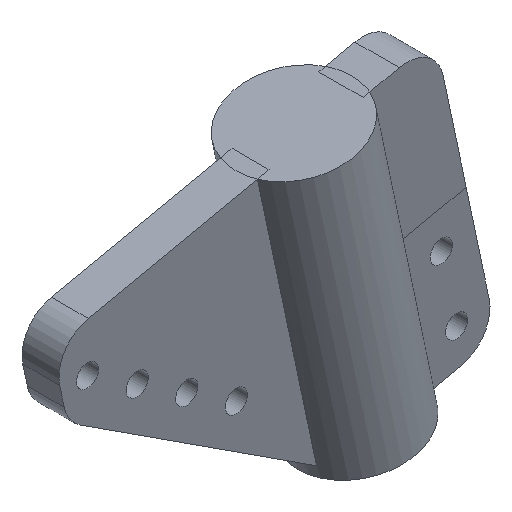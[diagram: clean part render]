
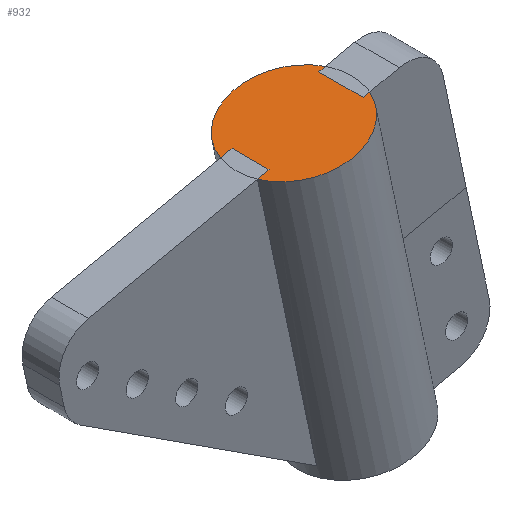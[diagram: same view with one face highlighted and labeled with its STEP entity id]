
A CAD part, isometric view. The second image highlights one B-rep face of the part: STEP entity #932.
In plain terms, the highlighted planar face has unit normal (-0.208, 0, 0.978).
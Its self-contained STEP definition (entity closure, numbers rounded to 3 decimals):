
#22 = VERTEX_POINT('',#23);
#23 = CARTESIAN_POINT('',(162.731,3.1,1650.66));
#73 = PLANE('',#74);
#74 = AXIS2_PLACEMENT_3D('',#75,#76,#77);
#75 = CARTESIAN_POINT('',(155.477,0.1,1649.118));
#76 = DIRECTION('',(-0.208,0.,0.978));
#77 = DIRECTION('',(0.978,0.,0.208));
#86 = VERTEX_POINT('',#87);
#87 = CARTESIAN_POINT('',(162.731,-2.9,1650.66));
#238 = CYLINDRICAL_SURFACE('',#239,8.);
#239 = AXIS2_PLACEMENT_3D('',#240,#241,#242);
#240 = CARTESIAN_POINT('',(163.793,0.1,1609.992));
#241 = DIRECTION('',(0.208,-0.,-0.978));
#242 = DIRECTION('',(0.978,0.,0.208));
#332 = EDGE_CURVE('',#333,#22,#335,.T.);
#333 = VERTEX_POINT('',#334);
#334 = CARTESIAN_POINT('',(161.835,3.1,1650.47));
#335 = SURFACE_CURVE('',#336,(#340,#347),.PCURVE_S1.);
#336 = LINE('',#337,#338);
#337 = CARTESIAN_POINT('',(161.835,3.1,1650.47));
#338 = VECTOR('',#339,1.);
#339 = DIRECTION('',(0.978,0.,0.208));
#340 = PCURVE('',#73,#341);
#341 = DEFINITIONAL_REPRESENTATION('',(#342),#346);
#342 = LINE('',#343,#344);
#343 = CARTESIAN_POINT('',(6.5,3.));
#344 = VECTOR('',#345,1.);
#345 = DIRECTION('',(1.,0.));
#346 = ( GEOMETRIC_REPRESENTATION_CONTEXT(2) 
PARAMETRIC_REPRESENTATION_CONTEXT() REPRESENTATION_CONTEXT('2D SPACE',''
  ) );
#347 = PCURVE('',#348,#353);
#348 = PLANE('',#349);
#349 = AXIS2_PLACEMENT_3D('',#350,#351,#352);
#350 = CARTESIAN_POINT('',(155.477,0.1,1649.118));
#351 = DIRECTION('',(-0.208,0.,0.978));
#352 = DIRECTION('',(0.978,0.,0.208));
#353 = DEFINITIONAL_REPRESENTATION('',(#354),#358);
#354 = LINE('',#355,#356);
#355 = CARTESIAN_POINT('',(6.5,3.));
#356 = VECTOR('',#357,1.);
#357 = DIRECTION('',(1.,0.));
#358 = ( GEOMETRIC_REPRESENTATION_CONTEXT(2) 
PARAMETRIC_REPRESENTATION_CONTEXT() REPRESENTATION_CONTEXT('2D SPACE',''
  ) );
#360 = EDGE_CURVE('',#333,#361,#363,.T.);
#361 = VERTEX_POINT('',#362);
#362 = CARTESIAN_POINT('',(161.835,-2.9,1650.47));
#363 = SURFACE_CURVE('',#364,(#368,#375),.PCURVE_S1.);
#364 = LINE('',#365,#366);
#365 = CARTESIAN_POINT('',(161.835,3.1,1650.47));
#366 = VECTOR('',#367,1.);
#367 = DIRECTION('',(0.,-1.,0.));
#368 = PCURVE('',#73,#369);
#369 = DEFINITIONAL_REPRESENTATION('',(#370),#374);
#370 = LINE('',#371,#372);
#371 = CARTESIAN_POINT('',(6.5,3.));
#372 = VECTOR('',#373,1.);
#373 = DIRECTION('',(0.,-1.));
#374 = ( GEOMETRIC_REPRESENTATION_CONTEXT(2) 
PARAMETRIC_REPRESENTATION_CONTEXT() REPRESENTATION_CONTEXT('2D SPACE',''
  ) );
#375 = PCURVE('',#348,#376);
#376 = DEFINITIONAL_REPRESENTATION('',(#377),#381);
#377 = LINE('',#378,#379);
#378 = CARTESIAN_POINT('',(6.5,3.));
#379 = VECTOR('',#380,1.);
#380 = DIRECTION('',(0.,-1.));
#381 = ( GEOMETRIC_REPRESENTATION_CONTEXT(2) 
PARAMETRIC_REPRESENTATION_CONTEXT() REPRESENTATION_CONTEXT('2D SPACE',''
  ) );
#383 = EDGE_CURVE('',#86,#361,#384,.T.);
#384 = SURFACE_CURVE('',#385,(#389,#396),.PCURVE_S1.);
#385 = LINE('',#386,#387);
#386 = CARTESIAN_POINT('',(171.616,-2.9,1652.549));
#387 = VECTOR('',#388,1.);
#388 = DIRECTION('',(-0.978,0.,-0.208));
#389 = PCURVE('',#73,#390);
#390 = DEFINITIONAL_REPRESENTATION('',(#391),#395);
#391 = LINE('',#392,#393);
#392 = CARTESIAN_POINT('',(16.5,-3.));
#393 = VECTOR('',#394,1.);
#394 = DIRECTION('',(-1.,0.));
#395 = ( GEOMETRIC_REPRESENTATION_CONTEXT(2) 
PARAMETRIC_REPRESENTATION_CONTEXT() REPRESENTATION_CONTEXT('2D SPACE',''
  ) );
#396 = PCURVE('',#348,#397);
#397 = DEFINITIONAL_REPRESENTATION('',(#398),#402);
#398 = LINE('',#399,#400);
#399 = CARTESIAN_POINT('',(16.5,-3.));
#400 = VECTOR('',#401,1.);
#401 = DIRECTION('',(-1.,0.));
#402 = ( GEOMETRIC_REPRESENTATION_CONTEXT(2) 
PARAMETRIC_REPRESENTATION_CONTEXT() REPRESENTATION_CONTEXT('2D SPACE',''
  ) );
#745 = EDGE_CURVE('',#22,#746,#748,.T.);
#746 = VERTEX_POINT('',#747);
#747 = CARTESIAN_POINT('',(148.043,2.6,1647.538));
#748 = SURFACE_CURVE('',#749,(#754,#761),.PCURVE_S1.);
#749 = CIRCLE('',#750,8.);
#750 = AXIS2_PLACEMENT_3D('',#751,#752,#753);
#751 = CARTESIAN_POINT('',(155.477,0.1,1649.118));
#752 = DIRECTION('',(-0.208,0.,0.978));
#753 = DIRECTION('',(0.978,0.,0.208));
#754 = PCURVE('',#238,#755);
#755 = DEFINITIONAL_REPRESENTATION('',(#756),#760);
#756 = LINE('',#757,#758);
#757 = CARTESIAN_POINT('',(-0.,-40.));
#758 = VECTOR('',#759,1.);
#759 = DIRECTION('',(-1.,0.));
#760 = ( GEOMETRIC_REPRESENTATION_CONTEXT(2) 
PARAMETRIC_REPRESENTATION_CONTEXT() REPRESENTATION_CONTEXT('2D SPACE',''
  ) );
#761 = PCURVE('',#348,#762);
#762 = DEFINITIONAL_REPRESENTATION('',(#763),#767);
#763 = CIRCLE('',#764,8.);
#764 = AXIS2_PLACEMENT_2D('',#765,#766);
#765 = CARTESIAN_POINT('',(0.,0.));
#766 = DIRECTION('',(1.,0.));
#767 = ( GEOMETRIC_REPRESENTATION_CONTEXT(2) 
PARAMETRIC_REPRESENTATION_CONTEXT() REPRESENTATION_CONTEXT('2D SPACE',''
  ) );
#833 = VERTEX_POINT('',#834);
#834 = CARTESIAN_POINT('',(148.043,-2.4,1647.538));
#860 = EDGE_CURVE('',#833,#86,#861,.T.);
#861 = SURFACE_CURVE('',#862,(#867,#874),.PCURVE_S1.);
#862 = CIRCLE('',#863,8.);
#863 = AXIS2_PLACEMENT_3D('',#864,#865,#866);
#864 = CARTESIAN_POINT('',(155.477,0.1,1649.118));
#865 = DIRECTION('',(-0.208,0.,0.978));
#866 = DIRECTION('',(0.978,0.,0.208));
#867 = PCURVE('',#238,#868);
#868 = DEFINITIONAL_REPRESENTATION('',(#869),#873);
#869 = LINE('',#870,#871);
#870 = CARTESIAN_POINT('',(-0.,-40.));
#871 = VECTOR('',#872,1.);
#872 = DIRECTION('',(-1.,0.));
#873 = ( GEOMETRIC_REPRESENTATION_CONTEXT(2) 
PARAMETRIC_REPRESENTATION_CONTEXT() REPRESENTATION_CONTEXT('2D SPACE',''
  ) );
#874 = PCURVE('',#348,#875);
#875 = DEFINITIONAL_REPRESENTATION('',(#876),#880);
#876 = CIRCLE('',#877,8.);
#877 = AXIS2_PLACEMENT_2D('',#878,#879);
#878 = CARTESIAN_POINT('',(0.,0.));
#879 = DIRECTION('',(1.,0.));
#880 = ( GEOMETRIC_REPRESENTATION_CONTEXT(2) 
PARAMETRIC_REPRESENTATION_CONTEXT() REPRESENTATION_CONTEXT('2D SPACE',''
  ) );
#932 = ADVANCED_FACE('',(#933),#348,.T.);
#933 = FACE_BOUND('',#934,.T.);
#934 = EDGE_LOOP('',(#935,#936,#937,#938,#966,#989,#1010,#1011));
#935 = ORIENTED_EDGE('',*,*,#360,.F.);
#936 = ORIENTED_EDGE('',*,*,#332,.T.);
#937 = ORIENTED_EDGE('',*,*,#745,.T.);
#938 = ORIENTED_EDGE('',*,*,#939,.F.);
#939 = EDGE_CURVE('',#940,#746,#942,.T.);
#940 = VERTEX_POINT('',#941);
#941 = CARTESIAN_POINT('',(149.608,2.6,1647.871));
#942 = SURFACE_CURVE('',#943,(#947,#954),.PCURVE_S1.);
#943 = LINE('',#944,#945);
#944 = CARTESIAN_POINT('',(149.608,2.6,1647.871));
#945 = VECTOR('',#946,1.);
#946 = DIRECTION('',(-0.978,0.,-0.208));
#947 = PCURVE('',#348,#948);
#948 = DEFINITIONAL_REPRESENTATION('',(#949),#953);
#949 = LINE('',#950,#951);
#950 = CARTESIAN_POINT('',(-6.,2.5));
#951 = VECTOR('',#952,1.);
#952 = DIRECTION('',(-1.,0.));
#953 = ( GEOMETRIC_REPRESENTATION_CONTEXT(2) 
PARAMETRIC_REPRESENTATION_CONTEXT() REPRESENTATION_CONTEXT('2D SPACE',''
  ) );
#954 = PCURVE('',#955,#960);
#955 = PLANE('',#956);
#956 = AXIS2_PLACEMENT_3D('',#957,#958,#959);
#957 = CARTESIAN_POINT('',(155.477,0.1,1649.118));
#958 = DIRECTION('',(-0.208,0.,0.978));
#959 = DIRECTION('',(0.978,0.,0.208));
#960 = DEFINITIONAL_REPRESENTATION('',(#961),#965);
#961 = LINE('',#962,#963);
#962 = CARTESIAN_POINT('',(-6.,2.5));
#963 = VECTOR('',#964,1.);
#964 = DIRECTION('',(-1.,0.));
#965 = ( GEOMETRIC_REPRESENTATION_CONTEXT(2) 
PARAMETRIC_REPRESENTATION_CONTEXT() REPRESENTATION_CONTEXT('2D SPACE',''
  ) );
#966 = ORIENTED_EDGE('',*,*,#967,.T.);
#967 = EDGE_CURVE('',#940,#968,#970,.T.);
#968 = VERTEX_POINT('',#969);
#969 = CARTESIAN_POINT('',(149.608,-2.4,1647.871));
#970 = SURFACE_CURVE('',#971,(#975,#982),.PCURVE_S1.);
#971 = LINE('',#972,#973);
#972 = CARTESIAN_POINT('',(149.608,2.6,1647.871));
#973 = VECTOR('',#974,1.);
#974 = DIRECTION('',(0.,-1.,0.));
#975 = PCURVE('',#348,#976);
#976 = DEFINITIONAL_REPRESENTATION('',(#977),#981);
#977 = LINE('',#978,#979);
#978 = CARTESIAN_POINT('',(-6.,2.5));
#979 = VECTOR('',#980,1.);
#980 = DIRECTION('',(0.,-1.));
#981 = ( GEOMETRIC_REPRESENTATION_CONTEXT(2) 
PARAMETRIC_REPRESENTATION_CONTEXT() REPRESENTATION_CONTEXT('2D SPACE',''
  ) );
#982 = PCURVE('',#955,#983);
#983 = DEFINITIONAL_REPRESENTATION('',(#984),#988);
#984 = LINE('',#985,#986);
#985 = CARTESIAN_POINT('',(-6.,2.5));
#986 = VECTOR('',#987,1.);
#987 = DIRECTION('',(0.,-1.));
#988 = ( GEOMETRIC_REPRESENTATION_CONTEXT(2) 
PARAMETRIC_REPRESENTATION_CONTEXT() REPRESENTATION_CONTEXT('2D SPACE',''
  ) );
#989 = ORIENTED_EDGE('',*,*,#990,.T.);
#990 = EDGE_CURVE('',#968,#833,#991,.T.);
#991 = SURFACE_CURVE('',#992,(#996,#1003),.PCURVE_S1.);
#992 = LINE('',#993,#994);
#993 = CARTESIAN_POINT('',(149.608,-2.4,1647.871));
#994 = VECTOR('',#995,1.);
#995 = DIRECTION('',(-0.978,0.,-0.208));
#996 = PCURVE('',#348,#997);
#997 = DEFINITIONAL_REPRESENTATION('',(#998),#1002);
#998 = LINE('',#999,#1000);
#999 = CARTESIAN_POINT('',(-6.,-2.5));
#1000 = VECTOR('',#1001,1.);
#1001 = DIRECTION('',(-1.,0.));
#1002 = ( GEOMETRIC_REPRESENTATION_CONTEXT(2) 
PARAMETRIC_REPRESENTATION_CONTEXT() REPRESENTATION_CONTEXT('2D SPACE',''
  ) );
#1003 = PCURVE('',#955,#1004);
#1004 = DEFINITIONAL_REPRESENTATION('',(#1005),#1009);
#1005 = LINE('',#1006,#1007);
#1006 = CARTESIAN_POINT('',(-6.,-2.5));
#1007 = VECTOR('',#1008,1.);
#1008 = DIRECTION('',(-1.,0.));
#1009 = ( GEOMETRIC_REPRESENTATION_CONTEXT(2) 
PARAMETRIC_REPRESENTATION_CONTEXT() REPRESENTATION_CONTEXT('2D SPACE',''
  ) );
#1010 = ORIENTED_EDGE('',*,*,#860,.T.);
#1011 = ORIENTED_EDGE('',*,*,#383,.T.);
